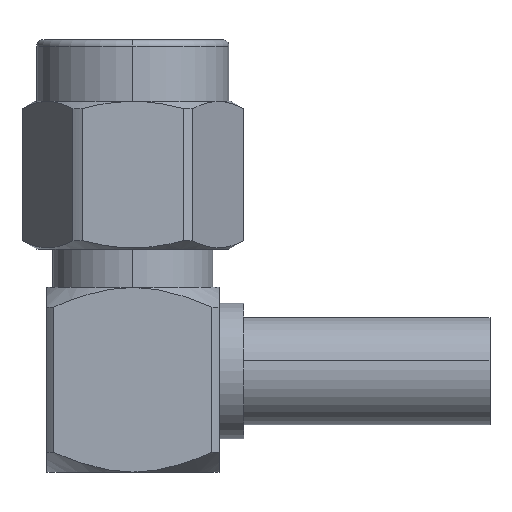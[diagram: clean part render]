
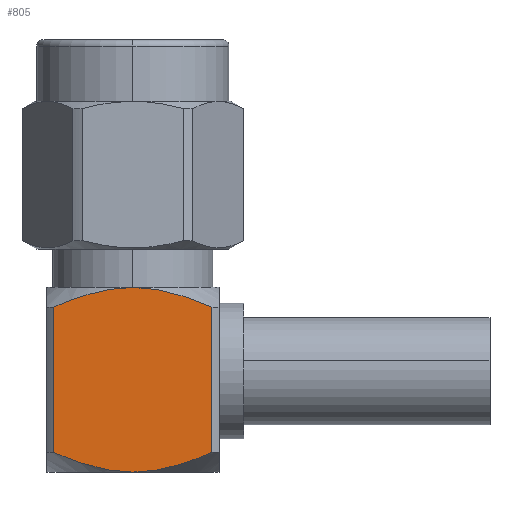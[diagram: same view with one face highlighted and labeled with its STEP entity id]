
A CAD part, left-side view. The second image highlights one B-rep face of the part: STEP entity #805.
In plain terms, the highlighted planar face has unit normal (-1, 0, 0).
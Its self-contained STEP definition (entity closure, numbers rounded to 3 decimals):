
#215 = CARTESIAN_POINT ( 'NONE',  ( -3.5, 2.957, 6.81 ) ) ;
#237 = VECTOR ( 'NONE', #3748, 1000. ) ;
#243 = CARTESIAN_POINT ( 'NONE',  ( -3.5, 2.175, 0.394 ) ) ;
#273 = CARTESIAN_POINT ( 'NONE',  ( -3.5, 2.699, 0.585 ) ) ;
#326 = VECTOR ( 'NONE', #4307, 1000. ) ;
#465 = ORIENTED_EDGE ( 'NONE', *, *, #4261, .F. ) ;
#611 = CARTESIAN_POINT ( 'NONE',  ( -3.5, -2.177, 0.38 ) ) ;
#626 = ORIENTED_EDGE ( 'NONE', *, *, #4370, .F. ) ;
#633 = VERTEX_POINT ( 'NONE', #1845 ) ;
#666 = CARTESIAN_POINT ( 'NONE',  ( -3.5, 1.909, 7.193 ) ) ;
#694 = CARTESIAN_POINT ( 'NONE',  ( -3.5, -0.559, 7.478 ) ) ;
#805 = ADVANCED_FACE ( 'NONE', ( #3269 ), #2403, .T. ) ;
#907 = ORIENTED_EDGE ( 'NONE', *, *, #1867, .F. ) ;
#1178 = CARTESIAN_POINT ( 'NONE',  ( -3.5, 2.699, 6.915 ) ) ;
#1184 = CARTESIAN_POINT ( 'NONE',  ( -3.5, -1.106, 0.103 ) ) ;
#1278 = B_SPLINE_CURVE_WITH_KNOTS ( 'NONE', 3,
 ( #1313, #3214, #611, #3048, #1184, #1583, #3483, #2492 ),
 .UNSPECIFIED., .F., .F.,
 ( 4, 2, 2, 4 ),
 ( 0.004, 0.005, 0.006, 0.007 ),
 .UNSPECIFIED. ) ;
#1300 = CARTESIAN_POINT ( 'NONE',  ( -3.5, 0., 7.5 ) ) ;
#1313 = CARTESIAN_POINT ( 'NONE',  ( -3.5, -3.211, 0.8 ) ) ;
#1583 = CARTESIAN_POINT ( 'NONE',  ( -3.5, -0.559, 0.022 ) ) ;
#1639 = CARTESIAN_POINT ( 'NONE',  ( -3.5, 2.175, 7.106 ) ) ;
#1801 = EDGE_CURVE ( 'NONE', #633, #4173, #5657, .T. ) ;
#1832 = ORIENTED_EDGE ( 'NONE', *, *, #1801, .F. ) ;
#1844 = CARTESIAN_POINT ( 'NONE',  ( -3.5, 0., 0. ) ) ;
#1845 = CARTESIAN_POINT ( 'NONE',  ( -3.5, 3.211, 0.8 ) ) ;
#1856 = CARTESIAN_POINT ( 'NONE',  ( -3.5, 3.211, 0. ) ) ;
#1867 = EDGE_CURVE ( 'NONE', #5888, #3941, #2758, .T. ) ;
#1873 = DIRECTION ( 'NONE',  ( 0., -1., 0. ) ) ;
#2004 = B_SPLINE_CURVE_WITH_KNOTS ( 'NONE', 3,
 ( #5411, #4457, #4887, #2109, #243, #273, #4514, #3987 ),
 .UNSPECIFIED., .F., .F.,
 ( 4, 2, 2, 4 ),
 ( 0.007, 0.009, 0.01, 0.01 ),
 .UNSPECIFIED. ) ;
#2019 = CARTESIAN_POINT ( 'NONE',  ( -3.5, 3.211, 6.7 ) ) ;
#2109 = CARTESIAN_POINT ( 'NONE',  ( -3.5, 1.909, 0.307 ) ) ;
#2139 = CARTESIAN_POINT ( 'NONE',  ( -3.5, 3.211, 6.7 ) ) ;
#2293 = CARTESIAN_POINT ( 'NONE',  ( -3.5, -3.211, 0. ) ) ;
#2381 = AXIS2_PLACEMENT_3D ( 'NONE', #5642, #5702, #1873 ) ;
#2403 = PLANE ( 'NONE',  #2381 ) ;
#2492 = CARTESIAN_POINT ( 'NONE',  ( -3.5, 0., 0. ) ) ;
#2566 = ORIENTED_EDGE ( 'NONE', *, *, #4271, .F. ) ;
#2596 = B_SPLINE_CURVE_WITH_KNOTS ( 'NONE', 3,
 ( #2139, #215, #1178, #1639, #666, #3533, #3070, #4018 ),
 .UNSPECIFIED., .F., .F.,
 ( 4, 2, 2, 4 ),
 ( 0.008, 0.009, 0.009, 0.011 ),
 .UNSPECIFIED. ) ;
#2758 = LINE ( 'NONE', #2293, #326 ) ;
#3010 = CARTESIAN_POINT ( 'NONE',  ( -3.5, 0., 7.5 ) ) ;
#3042 = CARTESIAN_POINT ( 'NONE',  ( -3.5, -1.376, 7.338 ) ) ;
#3048 = CARTESIAN_POINT ( 'NONE',  ( -3.5, -1.376, 0.162 ) ) ;
#3070 = CARTESIAN_POINT ( 'NONE',  ( -3.5, 0.561, 7.5 ) ) ;
#3214 = CARTESIAN_POINT ( 'NONE',  ( -3.5, -2.702, 0.579 ) ) ;
#3269 = FACE_OUTER_BOUND ( 'NONE', #5694, .T. ) ;
#3483 = CARTESIAN_POINT ( 'NONE',  ( -3.5, -0.28, 0. ) ) ;
#3506 = CARTESIAN_POINT ( 'NONE',  ( -3.5, -1.106, 7.397 ) ) ;
#3533 = CARTESIAN_POINT ( 'NONE',  ( -3.5, 1.107, 7.411 ) ) ;
#3687 = ORIENTED_EDGE ( 'NONE', *, *, #4819, .F. ) ;
#3701 = B_SPLINE_CURVE_WITH_KNOTS ( 'NONE', 3,
 ( #3010, #5843, #694, #3506, #3042, #4916, #4329, #5772 ),
 .UNSPECIFIED., .F., .F.,
 ( 4, 2, 2, 4 ),
 ( 0.011, 0.012, 0.013, 0.014 ),
 .UNSPECIFIED. ) ;
#3748 = DIRECTION ( 'NONE',  ( 0., 0., 1. ) ) ;
#3941 = VERTEX_POINT ( 'NONE', #4245 ) ;
#3987 = CARTESIAN_POINT ( 'NONE',  ( -3.5, 3.211, 0.8 ) ) ;
#4018 = CARTESIAN_POINT ( 'NONE',  ( -3.5, 0., 7.5 ) ) ;
#4173 = VERTEX_POINT ( 'NONE', #2019 ) ;
#4245 = CARTESIAN_POINT ( 'NONE',  ( -3.5, -3.211, 0.8 ) ) ;
#4261 = EDGE_CURVE ( 'NONE', #4736, #633, #2004, .T. ) ;
#4271 = EDGE_CURVE ( 'NONE', #4173, #4989, #2596, .T. ) ;
#4307 = DIRECTION ( 'NONE',  ( 0., 0., -1. ) ) ;
#4329 = CARTESIAN_POINT ( 'NONE',  ( -3.5, -2.702, 6.921 ) ) ;
#4370 = EDGE_CURVE ( 'NONE', #4989, #5888, #3701, .T. ) ;
#4457 = CARTESIAN_POINT ( 'NONE',  ( -3.5, 0.561, 0. ) ) ;
#4514 = CARTESIAN_POINT ( 'NONE',  ( -3.5, 2.957, 0.69 ) ) ;
#4736 = VERTEX_POINT ( 'NONE', #1844 ) ;
#4819 = EDGE_CURVE ( 'NONE', #3941, #4736, #1278, .T. ) ;
#4887 = CARTESIAN_POINT ( 'NONE',  ( -3.5, 1.107, 0.089 ) ) ;
#4916 = CARTESIAN_POINT ( 'NONE',  ( -3.5, -2.177, 7.12 ) ) ;
#4989 = VERTEX_POINT ( 'NONE', #1300 ) ;
#5411 = CARTESIAN_POINT ( 'NONE',  ( -3.5, 0., 0. ) ) ;
#5476 = CARTESIAN_POINT ( 'NONE',  ( -3.5, -3.211, 6.7 ) ) ;
#5642 = CARTESIAN_POINT ( 'NONE',  ( -3.5, -3.5, 20. ) ) ;
#5657 = LINE ( 'NONE', #1856, #237 ) ;
#5694 = EDGE_LOOP ( 'NONE', ( #2566, #1832, #465, #3687, #907, #626 ) ) ;
#5702 = DIRECTION ( 'NONE',  ( -1., 0., 0. ) ) ;
#5772 = CARTESIAN_POINT ( 'NONE',  ( -3.5, -3.211, 6.7 ) ) ;
#5843 = CARTESIAN_POINT ( 'NONE',  ( -3.5, -0.28, 7.5 ) ) ;
#5888 = VERTEX_POINT ( 'NONE', #5476 ) ;
